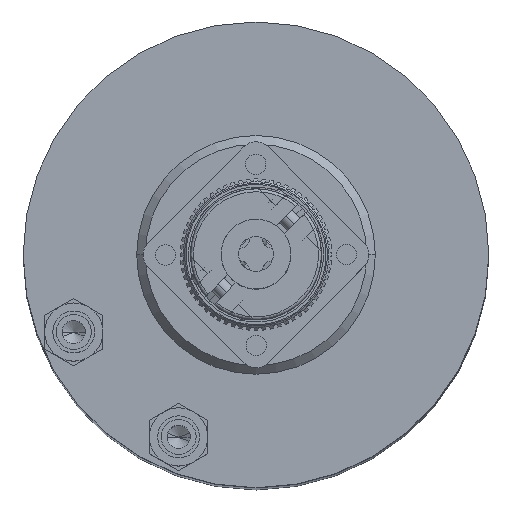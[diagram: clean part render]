
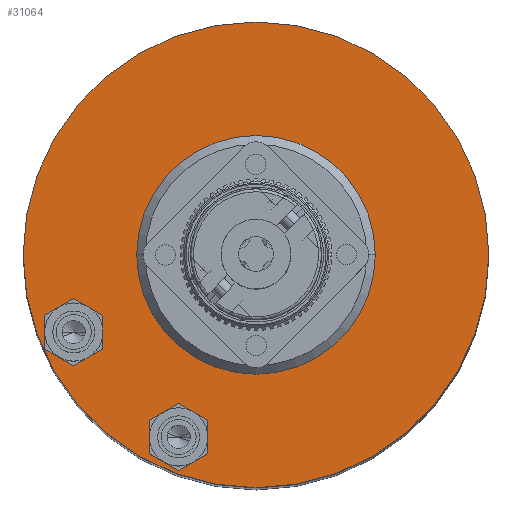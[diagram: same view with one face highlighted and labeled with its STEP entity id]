
A CAD part, top view. The second image highlights one B-rep face of the part: STEP entity #31064.
In plain terms, the highlighted face is planar.
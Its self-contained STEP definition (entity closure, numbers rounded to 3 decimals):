
#161 = VERTEX_POINT ( 'NONE', #64770 ) ;
#1096 = VERTEX_POINT ( 'NONE', #64538 ) ;
#2064 = FACE_OUTER_BOUND ( 'NONE', #78307, .T. ) ;
#2106 = DIRECTION ( 'NONE',  ( 0., 0., 1. ) ) ;
#2829 = CARTESIAN_POINT ( 'NONE',  ( 1.5, 0., 0. ) ) ;
#3962 = EDGE_CURVE ( 'NONE', #44246, #161, #61123, .T. ) ;
#6676 = AXIS2_PLACEMENT_3D ( 'NONE', #83524, #12776, #20635 ) ;
#8079 = DIRECTION ( 'NONE',  ( 0., 0., 1. ) ) ;
#8512 = CARTESIAN_POINT ( 'NONE',  ( 1.5, 0., -20.5 ) ) ;
#10479 = AXIS2_PLACEMENT_3D ( 'NONE', #81850, #27227, #10749 ) ;
#10749 = DIRECTION ( 'NONE',  ( 0., 0., 1. ) ) ;
#11636 = AXIS2_PLACEMENT_3D ( 'NONE', #2829, #19304, #2106 ) ;
#12776 = DIRECTION ( 'NONE',  ( -1., 0., 0. ) ) ;
#13151 = ORIENTED_EDGE ( 'NONE', *, *, #3962, .F. ) ;
#13754 = EDGE_CURVE ( 'NONE', #1096, #37581, #14586, .T. ) ;
#13956 = EDGE_LOOP ( 'NONE', ( #52595, #32176 ) ) ;
#14586 = CIRCLE ( 'NONE', #10479, 20.5 ) ;
#17625 = AXIS2_PLACEMENT_3D ( 'NONE', #21486, #100559, #44833 ) ;
#19304 = DIRECTION ( 'NONE',  ( -1., 0., 0. ) ) ;
#19488 = AXIS2_PLACEMENT_3D ( 'NONE', #79427, #32057, #32713 ) ;
#19863 = VERTEX_POINT ( 'NONE', #101955 ) ;
#20423 = DIRECTION ( 'NONE',  ( 0., 0., -1. ) ) ;
#20635 = DIRECTION ( 'NONE',  ( 0., 0., 1. ) ) ;
#21462 = DIRECTION ( 'NONE',  ( 1., 0., 0. ) ) ;
#21486 = CARTESIAN_POINT ( 'NONE',  ( 1.5, 17.5, 0. ) ) ;
#24201 = DIRECTION ( 'NONE',  ( -1., 0., 0. ) ) ;
#25870 = CIRCLE ( 'NONE', #75295, 40. ) ;
#26765 = EDGE_LOOP ( 'NONE', ( #81868, #77017 ) ) ;
#27227 = DIRECTION ( 'NONE',  ( -1., 0., 0. ) ) ;
#27243 = VERTEX_POINT ( 'NONE', #81002 ) ;
#27942 = FACE_BOUND ( 'NONE', #26765, .T. ) ;
#27963 = CIRCLE ( 'NONE', #6676, 3.4 ) ;
#31064 = ADVANCED_FACE ( 'NONE', ( #27942, #85708, #95596, #2064 ), #45528, .T. ) ;
#31893 = CARTESIAN_POINT ( 'NONE',  ( 1.5, -13.285, -31.297 ) ) ;
#32057 = DIRECTION ( 'NONE',  ( 1., 0., 0. ) ) ;
#32176 = ORIENTED_EDGE ( 'NONE', *, *, #68543, .F. ) ;
#32713 = DIRECTION ( 'NONE',  ( 0., 0., -1. ) ) ;
#34250 = EDGE_LOOP ( 'NONE', ( #88112, #37284 ) ) ;
#35762 = CIRCLE ( 'NONE', #11636, 20.5 ) ;
#35774 = ORIENTED_EDGE ( 'NONE', *, *, #63869, .F. ) ;
#37284 = ORIENTED_EDGE ( 'NONE', *, *, #95935, .F. ) ;
#37581 = VERTEX_POINT ( 'NONE', #8512 ) ;
#42478 = CIRCLE ( 'NONE', #65357, 3.4 ) ;
#44246 = VERTEX_POINT ( 'NONE', #58981 ) ;
#44833 = DIRECTION ( 'NONE',  ( 0., 0., 1. ) ) ;
#45528 = PLANE ( 'NONE',  #17625 ) ;
#46161 = DIRECTION ( 'NONE',  ( 0., 0., 1. ) ) ;
#46605 = VERTEX_POINT ( 'NONE', #85797 ) ;
#52595 = ORIENTED_EDGE ( 'NONE', *, *, #98019, .F. ) ;
#57876 = AXIS2_PLACEMENT_3D ( 'NONE', #31893, #64204, #63858 ) ;
#58981 = CARTESIAN_POINT ( 'NONE',  ( 1.5, 0., 40. ) ) ;
#59054 = EDGE_CURVE ( 'NONE', #37581, #1096, #35762, .T. ) ;
#61123 = CIRCLE ( 'NONE', #19488, 40. ) ;
#63858 = DIRECTION ( 'NONE',  ( 0., 0., 1. ) ) ;
#63869 = EDGE_CURVE ( 'NONE', #161, #44246, #25870, .T. ) ;
#64204 = DIRECTION ( 'NONE',  ( -1., 0., 0. ) ) ;
#64538 = CARTESIAN_POINT ( 'NONE',  ( 1.5, 0., 20.5 ) ) ;
#64770 = CARTESIAN_POINT ( 'NONE',  ( 1.5, 0., -40. ) ) ;
#65357 = AXIS2_PLACEMENT_3D ( 'NONE', #94686, #24201, #8079 ) ;
#68543 = EDGE_CURVE ( 'NONE', #90608, #19863, #92726, .T. ) ;
#70220 = DIRECTION ( 'NONE',  ( -1., 0., 0. ) ) ;
#73177 = AXIS2_PLACEMENT_3D ( 'NONE', #82634, #70220, #46161 ) ;
#75295 = AXIS2_PLACEMENT_3D ( 'NONE', #75749, #21462, #20423 ) ;
#75749 = CARTESIAN_POINT ( 'NONE',  ( 1.5, 0., 0. ) ) ;
#77017 = ORIENTED_EDGE ( 'NONE', *, *, #13754, .F. ) ;
#78307 = EDGE_LOOP ( 'NONE', ( #35774, #13151 ) ) ;
#79427 = CARTESIAN_POINT ( 'NONE',  ( 1.5, 0., 0. ) ) ;
#79968 = EDGE_CURVE ( 'NONE', #27243, #46605, #80162, .T. ) ;
#80162 = CIRCLE ( 'NONE', #73177, 3.4 ) ;
#81002 = CARTESIAN_POINT ( 'NONE',  ( 1.5, -31.297, -9.885 ) ) ;
#81850 = CARTESIAN_POINT ( 'NONE',  ( 1.5, 0., 0. ) ) ;
#81868 = ORIENTED_EDGE ( 'NONE', *, *, #59054, .F. ) ;
#82634 = CARTESIAN_POINT ( 'NONE',  ( 1.5, -31.297, -13.285 ) ) ;
#83524 = CARTESIAN_POINT ( 'NONE',  ( 1.5, -31.297, -13.285 ) ) ;
#84674 = CARTESIAN_POINT ( 'NONE',  ( 1.5, -13.285, -34.697 ) ) ;
#85708 = FACE_BOUND ( 'NONE', #13956, .T. ) ;
#85797 = CARTESIAN_POINT ( 'NONE',  ( 1.5, -31.297, -16.685 ) ) ;
#88112 = ORIENTED_EDGE ( 'NONE', *, *, #79968, .F. ) ;
#90608 = VERTEX_POINT ( 'NONE', #84674 ) ;
#92726 = CIRCLE ( 'NONE', #57876, 3.4 ) ;
#94686 = CARTESIAN_POINT ( 'NONE',  ( 1.5, -13.285, -31.297 ) ) ;
#95596 = FACE_BOUND ( 'NONE', #34250, .T. ) ;
#95935 = EDGE_CURVE ( 'NONE', #46605, #27243, #27963, .T. ) ;
#98019 = EDGE_CURVE ( 'NONE', #19863, #90608, #42478, .T. ) ;
#100559 = DIRECTION ( 'NONE',  ( -1., 0., 0. ) ) ;
#101955 = CARTESIAN_POINT ( 'NONE',  ( 1.5, -13.285, -27.897 ) ) ;
